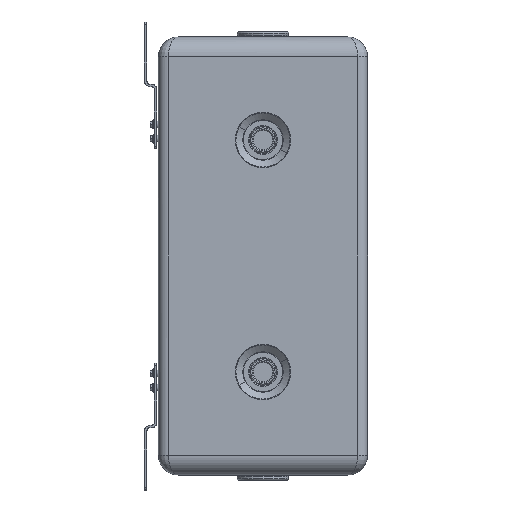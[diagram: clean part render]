
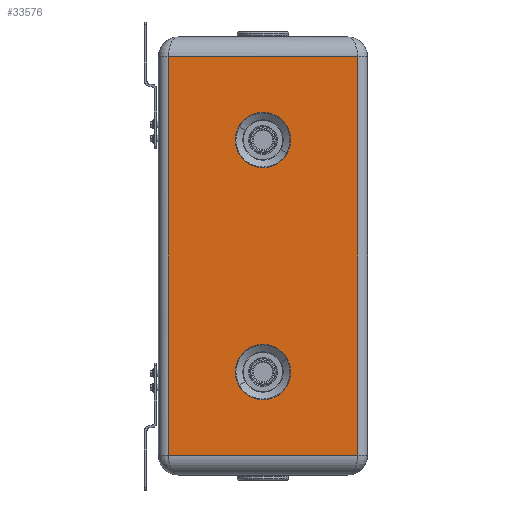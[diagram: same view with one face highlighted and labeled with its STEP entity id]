
A CAD part, front view. The second image highlights one B-rep face of the part: STEP entity #33576.
In plain terms, the highlighted planar face has unit normal (0, -1, 0).
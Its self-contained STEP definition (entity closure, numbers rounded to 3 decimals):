
#30318=CARTESIAN_POINT('Vertex',(48.883,-210.,206.295)) ;
#30325=CARTESIAN_POINT('Vertex',(-48.883,-210.,259.705)) ;
#30328=CARTESIAN_POINT('Axis2P3D Location',(0.,-210.,233.)) ;
#30345=CARTESIAN_POINT('Axis2P3D Location',(0.,-210.,233.)) ;
#30366=CARTESIAN_POINT('Vertex',(48.883,-210.,-206.295)) ;
#30369=CARTESIAN_POINT('Axis2P3D Location',(0.,-210.,-233.)) ;
#30373=CARTESIAN_POINT('Vertex',(-48.883,-210.,-259.705)) ;
#30393=CARTESIAN_POINT('Axis2P3D Location',(0.,-210.,-233.)) ;
#30432=CARTESIAN_POINT('Vertex',(190.,-210.,-400.)) ;
#30437=CARTESIAN_POINT('Line Origine',(0.,-210.,-400.)) ;
#30441=CARTESIAN_POINT('Vertex',(-190.,-210.,-400.)) ;
#33538=CARTESIAN_POINT('Axis2P3D Location',(0.,-210.,0.)) ;
#33543=CARTESIAN_POINT('Line Origine',(190.,-210.,0.)) ;
#33547=CARTESIAN_POINT('Vertex',(190.,-210.,400.)) ;
#33550=CARTESIAN_POINT('Line Origine',(0.,-210.,400.)) ;
#33554=CARTESIAN_POINT('Vertex',(-190.,-210.,400.)) ;
#33557=CARTESIAN_POINT('Line Origine',(-190.,-210.,0.)) ;
#30439=VECTOR('Line Direction',#30438,1.) ;
#33545=VECTOR('Line Direction',#33544,1.) ;
#33552=VECTOR('Line Direction',#33551,1.) ;
#33559=VECTOR('Line Direction',#33558,1.) ;
#30329=DIRECTION('Axis2P3D Direction',(0.,1.,0.)) ;
#30346=DIRECTION('Axis2P3D Direction',(0.,1.,0.)) ;
#30370=DIRECTION('Axis2P3D Direction',(0.,1.,0.)) ;
#30394=DIRECTION('Axis2P3D Direction',(0.,1.,0.)) ;
#30438=DIRECTION('Vector Direction',(1.,0.,0.)) ;
#33539=DIRECTION('Axis2P3D Direction',(0.,1.,0.)) ;
#33540=DIRECTION('Axis2P3D XDirection',(-1.,0.,0.)) ;
#33544=DIRECTION('Vector Direction',(0.,0.,1.)) ;
#33551=DIRECTION('Vector Direction',(-1.,0.,0.)) ;
#33558=DIRECTION('Vector Direction',(0.,0.,-1.)) ;
#30330=AXIS2_PLACEMENT_3D('Circle Axis2P3D',#30328,#30329,$) ;
#30347=AXIS2_PLACEMENT_3D('Circle Axis2P3D',#30345,#30346,$) ;
#30371=AXIS2_PLACEMENT_3D('Circle Axis2P3D',#30369,#30370,$) ;
#30395=AXIS2_PLACEMENT_3D('Circle Axis2P3D',#30393,#30394,$) ;
#33541=AXIS2_PLACEMENT_3D('Plane Axis2P3D',#33538,#33539,#33540) ;
#30440=LINE('Line',#30437,#30439) ;
#33546=LINE('Line',#33543,#33545) ;
#33553=LINE('Line',#33550,#33552) ;
#33560=LINE('Line',#33557,#33559) ;
#30331=CIRCLE('generated circle',#30330,55.702) ;
#30348=CIRCLE('generated circle',#30347,55.702) ;
#30372=CIRCLE('generated circle',#30371,55.702) ;
#30396=CIRCLE('generated circle',#30395,55.702) ;
#33542=PLANE('',#33541) ;
#33571=FACE_BOUND('',#33568,.T.) ;
#33575=FACE_BOUND('',#33572,.T.) ;
#30332=EDGE_CURVE('',#30319,#30326,#30331,.T.) ;
#30349=EDGE_CURVE('',#30326,#30319,#30348,.T.) ;
#30375=EDGE_CURVE('',#30367,#30374,#30372,.F.) ;
#30397=EDGE_CURVE('',#30374,#30367,#30396,.F.) ;
#30443=EDGE_CURVE('',#30442,#30433,#30440,.T.) ;
#33549=EDGE_CURVE('',#30433,#33548,#33546,.T.) ;
#33556=EDGE_CURVE('',#33548,#33555,#33553,.T.) ;
#33561=EDGE_CURVE('',#33555,#30442,#33560,.T.) ;
#33563=ORIENTED_EDGE('',*,*,#30443,.T.) ;
#33564=ORIENTED_EDGE('',*,*,#33549,.T.) ;
#33565=ORIENTED_EDGE('',*,*,#33556,.T.) ;
#33566=ORIENTED_EDGE('',*,*,#33561,.T.) ;
#33569=ORIENTED_EDGE('',*,*,#30375,.F.) ;
#33570=ORIENTED_EDGE('',*,*,#30397,.F.) ;
#33573=ORIENTED_EDGE('',*,*,#30332,.T.) ;
#33574=ORIENTED_EDGE('',*,*,#30349,.T.) ;
#33562=EDGE_LOOP('',(#33563,#33564,#33565,#33566)) ;
#33568=EDGE_LOOP('',(#33569,#33570)) ;
#33572=EDGE_LOOP('',(#33573,#33574)) ;
#30319=VERTEX_POINT('',#30318) ;
#30326=VERTEX_POINT('',#30325) ;
#30367=VERTEX_POINT('',#30366) ;
#30374=VERTEX_POINT('',#30373) ;
#30433=VERTEX_POINT('',#30432) ;
#30442=VERTEX_POINT('',#30441) ;
#33548=VERTEX_POINT('',#33547) ;
#33555=VERTEX_POINT('',#33554) ;
#33576=ADVANCED_FACE('PartBody',(#33567,#33571,#33575),#33542,.F.) ;
#33567=FACE_OUTER_BOUND('',#33562,.T.) ;
